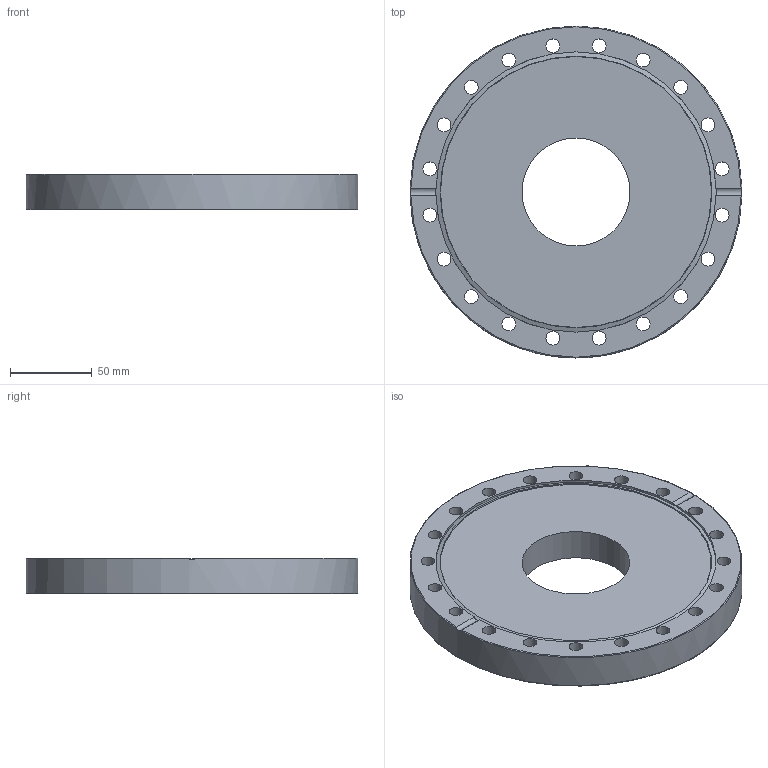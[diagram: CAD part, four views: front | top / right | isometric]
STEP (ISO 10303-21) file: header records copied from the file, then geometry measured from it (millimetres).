
FILE_DESCRIPTION((''),'2;1');
FILE_NAME('ZL1563-316LNS.stp','2009-03-13T14:52:13',('hasers'),(''),'Autodesk Inventor 2008','Autodesk Inventor 2008','');
FILE_SCHEMA(('AUTOMOTIVE_DESIGN { 1 0 10303 214 1 1 1 1 }'));
Length unit declared in the file: millimetre
Products named in the file (1): ZL1563-316LNS
Bounding box: 203 x 203 x 22 mm (x, y, z)
Volume: 581936.6 mm3; surface area: 89532.5 mm2
Topology: 1 solids, 1 shells, 58 faces, 185 edges, 128 vertices
Faces by surface type: bspline 37, cylinder 7, plane 5, cone 4, torus 3, sphere 2
Full cylindrical faces by diameter (mm): 82.5 x1, 171.4 x1, 203 x1
Entity records: 2240 total; most frequent: CARTESIAN_POINT 1027, DIRECTION 212, ORIENTED_EDGE 200, EDGE_LOOP 146, AXIS2_PLACEMENT_3D 102, EDGE_CURVE 100, VERTEX_POINT 90, FACE_BOUND 88
